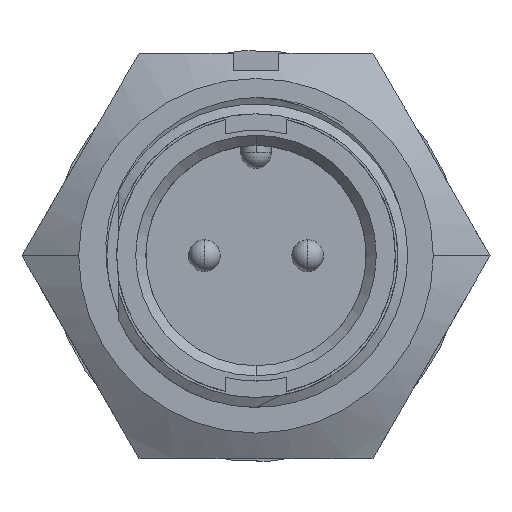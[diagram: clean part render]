
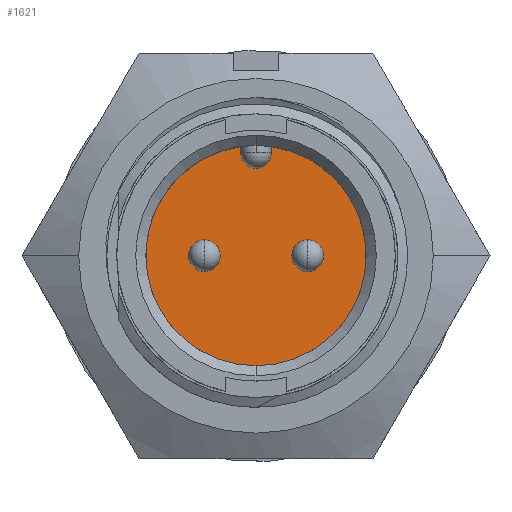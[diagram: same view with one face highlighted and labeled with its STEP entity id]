
A CAD part, top view. The second image highlights one B-rep face of the part: STEP entity #1621.
In plain terms, the highlighted planar face has unit normal (0, 0, 1).
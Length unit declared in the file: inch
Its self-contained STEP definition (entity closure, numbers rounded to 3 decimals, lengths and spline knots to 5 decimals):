
#67 = AXIS2_PLACEMENT_3D ( 'NONE', #9043, #3918, #9893 ) ;
#99 = CARTESIAN_POINT ( 'NONE',  ( 0.07075, 0., -0.318 ) ) ;
#120 = CARTESIAN_POINT ( 'NONE',  ( 0.03, 0.21542, -0.318 ) ) ;
#262 = ORIENTED_EDGE ( 'NONE', *, *, #7695, .T. ) ;
#374 = EDGE_CURVE ( 'NONE', #6279, #9847, #9064, .T. ) ;
#594 = EDGE_LOOP ( 'NONE', ( #9446, #262 ) ) ;
#707 = DIRECTION ( 'NONE',  ( 0., 1., 0. ) ) ;
#796 = DIRECTION ( 'NONE',  ( 0., 0., -1. ) ) ;
#942 = EDGE_CURVE ( 'NONE', #8640, #2075, #2033, .T. ) ;
#1266 = LINE ( 'NONE', #9219, #5524 ) ;
#1482 = ORIENTED_EDGE ( 'NONE', *, *, #6118, .T. ) ;
#1517 = DIRECTION ( 'NONE',  ( 0., 0., -1. ) ) ;
#1621 = ADVANCED_FACE ( 'NONE', ( #8967, #4669, #1901 ), #9416, .F. ) ;
#1635 = ORIENTED_EDGE ( 'NONE', *, *, #4598, .T. ) ;
#1800 = CARTESIAN_POINT ( 'NONE',  ( -0.03, 0.21542, -0.318 ) ) ;
#1901 = FACE_OUTER_BOUND ( 'NONE', #9050, .T. ) ;
#2033 = CIRCLE ( 'NONE', #5458, 0.2175 ) ;
#2075 = VERTEX_POINT ( 'NONE', #10638 ) ;
#2105 = VERTEX_POINT ( 'NONE', #9825 ) ;
#2181 = EDGE_CURVE ( 'NONE', #9984, #6279, #4294, .T. ) ;
#2271 = DIRECTION ( 'NONE',  ( 0., 0., -1. ) ) ;
#2291 = CIRCLE ( 'NONE', #67, 0.03125 ) ;
#2349 = EDGE_LOOP ( 'NONE', ( #1482, #10466 ) ) ;
#2847 = DIRECTION ( 'NONE',  ( 0., 0., 1. ) ) ;
#3083 = CARTESIAN_POINT ( 'NONE',  ( 0.03, 0.2025, -0.318 ) ) ;
#3448 = AXIS2_PLACEMENT_3D ( 'NONE', #4430, #10404, #5281 ) ;
#3615 = EDGE_CURVE ( 'NONE', #8645, #2105, #9031, .T. ) ;
#3717 = CARTESIAN_POINT ( 'NONE',  ( -0.07075, 0.0001, -0.318 ) ) ;
#3918 = DIRECTION ( 'NONE',  ( 0., 0., -1. ) ) ;
#3996 = CIRCLE ( 'NONE', #10000, 0.2175 ) ;
#4010 = VECTOR ( 'NONE', #6471, 39.37008 ) ;
#4258 = DIRECTION ( 'NONE',  ( 0., 1., 0. ) ) ;
#4294 = LINE ( 'NONE', #6364, #4010 ) ;
#4430 = CARTESIAN_POINT ( 'NONE',  ( -0.102, 0.0001, -0.318 ) ) ;
#4598 = EDGE_CURVE ( 'NONE', #9847, #8640, #1266, .T. ) ;
#4669 = FACE_BOUND ( 'NONE', #2349, .T. ) ;
#4898 = DIRECTION ( 'NONE',  ( 0., 1., 0. ) ) ;
#5008 = ORIENTED_EDGE ( 'NONE', *, *, #942, .T. ) ;
#5147 = CARTESIAN_POINT ( 'NONE',  ( 0., 0., -0.318 ) ) ;
#5281 = DIRECTION ( 'NONE',  ( 0., 1., 0. ) ) ;
#5458 = AXIS2_PLACEMENT_3D ( 'NONE', #5744, #10887, #4898 ) ;
#5524 = VECTOR ( 'NONE', #707, 39.37008 ) ;
#5698 = ORIENTED_EDGE ( 'NONE', *, *, #8923, .T. ) ;
#5744 = CARTESIAN_POINT ( 'NONE',  ( 0., 0., -0.318 ) ) ;
#5883 = AXIS2_PLACEMENT_3D ( 'NONE', #6913, #1517, #4258 ) ;
#5884 = CARTESIAN_POINT ( 'NONE',  ( 0.102, 0., -0.318 ) ) ;
#5894 = EDGE_CURVE ( 'NONE', #7037, #7325, #7930, .T. ) ;
#6002 = DIRECTION ( 'NONE',  ( 0., 0., -1. ) ) ;
#6118 = EDGE_CURVE ( 'NONE', #2105, #8645, #2291, .T. ) ;
#6279 = VERTEX_POINT ( 'NONE', #3083 ) ;
#6350 = ORIENTED_EDGE ( 'NONE', *, *, #374, .T. ) ;
#6364 = CARTESIAN_POINT ( 'NONE',  ( 0.03, 0.2025, -0.318 ) ) ;
#6471 = DIRECTION ( 'NONE',  ( 0., -1., 0. ) ) ;
#6752 = DIRECTION ( 'NONE',  ( 0., 1., 0. ) ) ;
#6913 = CARTESIAN_POINT ( 'NONE',  ( 0., 0.2025, -0.318 ) ) ;
#7037 = VERTEX_POINT ( 'NONE', #3717 ) ;
#7325 = VERTEX_POINT ( 'NONE', #10816 ) ;
#7380 = CARTESIAN_POINT ( 'NONE',  ( -0.102, 0.0001, -0.318 ) ) ;
#7695 = EDGE_CURVE ( 'NONE', #7325, #7037, #8037, .T. ) ;
#7909 = AXIS2_PLACEMENT_3D ( 'NONE', #5884, #796, #6752 ) ;
#7930 = CIRCLE ( 'NONE', #10789, 0.03125 ) ;
#7970 = CARTESIAN_POINT ( 'NONE',  ( 0., 0., -0.318 ) ) ;
#8037 = CIRCLE ( 'NONE', #3448, 0.03125 ) ;
#8248 = DIRECTION ( 'NONE',  ( 0., 1., 0. ) ) ;
#8640 = VERTEX_POINT ( 'NONE', #1800 ) ;
#8645 = VERTEX_POINT ( 'NONE', #99 ) ;
#8761 = DIRECTION ( 'NONE',  ( 0., 1., 0. ) ) ;
#8814 = DIRECTION ( 'NONE',  ( 0., 1., 0. ) ) ;
#8923 = EDGE_CURVE ( 'NONE', #2075, #9984, #3996, .T. ) ;
#8967 = FACE_BOUND ( 'NONE', #594, .T. ) ;
#9031 = CIRCLE ( 'NONE', #7909, 0.03125 ) ;
#9043 = CARTESIAN_POINT ( 'NONE',  ( 0.102, 0., -0.318 ) ) ;
#9050 = EDGE_LOOP ( 'NONE', ( #6350, #1635, #5008, #5698, #10024 ) ) ;
#9064 = CIRCLE ( 'NONE', #5883, 0.03 ) ;
#9219 = CARTESIAN_POINT ( 'NONE',  ( -0.03, 0.21542, -0.318 ) ) ;
#9416 = PLANE ( 'NONE',  #10562 ) ;
#9446 = ORIENTED_EDGE ( 'NONE', *, *, #5894, .T. ) ;
#9470 = CARTESIAN_POINT ( 'NONE',  ( -0.03, 0.2025, -0.318 ) ) ;
#9825 = CARTESIAN_POINT ( 'NONE',  ( 0.13325, 0., -0.318 ) ) ;
#9847 = VERTEX_POINT ( 'NONE', #9470 ) ;
#9893 = DIRECTION ( 'NONE',  ( 0., 1., 0. ) ) ;
#9984 = VERTEX_POINT ( 'NONE', #120 ) ;
#10000 = AXIS2_PLACEMENT_3D ( 'NONE', #7970, #2847, #8814 ) ;
#10024 = ORIENTED_EDGE ( 'NONE', *, *, #2181, .T. ) ;
#10404 = DIRECTION ( 'NONE',  ( 0., 0., -1. ) ) ;
#10466 = ORIENTED_EDGE ( 'NONE', *, *, #3615, .T. ) ;
#10562 = AXIS2_PLACEMENT_3D ( 'NONE', #5147, #6002, #8761 ) ;
#10638 = CARTESIAN_POINT ( 'NONE',  ( 0., -0.2175, -0.318 ) ) ;
#10789 = AXIS2_PLACEMENT_3D ( 'NONE', #7380, #2271, #8248 ) ;
#10816 = CARTESIAN_POINT ( 'NONE',  ( -0.13325, 0.0001, -0.318 ) ) ;
#10887 = DIRECTION ( 'NONE',  ( 0., 0., 1. ) ) ;
